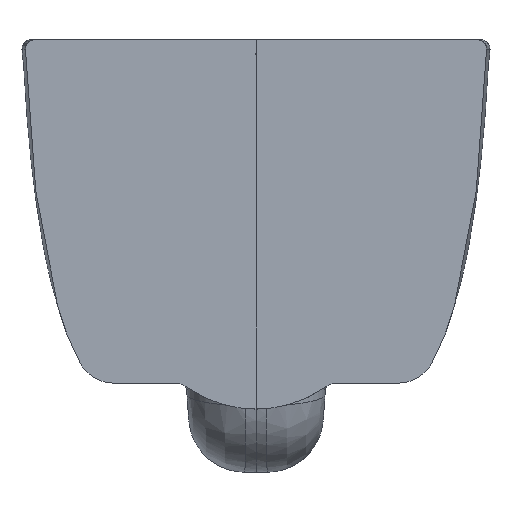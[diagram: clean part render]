
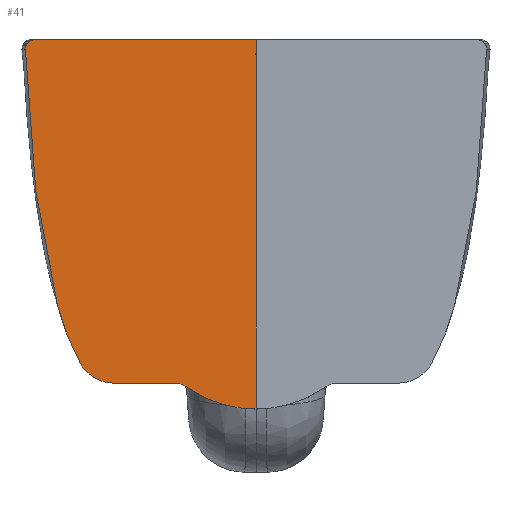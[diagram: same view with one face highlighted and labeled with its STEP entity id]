
A CAD part, left-side view. The second image highlights one B-rep face of the part: STEP entity #41.
In plain terms, the highlighted free-form (B-spline) face has degree [1, 1] with [2, 2] control points.
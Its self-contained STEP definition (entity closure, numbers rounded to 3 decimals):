
#41=ADVANCED_FACE('',(#234),#4231,.T.);
#234=FACE_OUTER_BOUND('',#428,.T.);
#428=EDGE_LOOP('',(#695,#696,#697,#698,#699,#700,#701,#702));
#695=ORIENTED_EDGE('',*,*,#1996,.T.);
#696=ORIENTED_EDGE('',*,*,#2020,.T.);
#697=ORIENTED_EDGE('',*,*,#2033,.T.);
#698=ORIENTED_EDGE('',*,*,#2087,.T.);
#699=ORIENTED_EDGE('',*,*,#2190,.T.);
#700=ORIENTED_EDGE('',*,*,#2084,.T.);
#701=ORIENTED_EDGE('',*,*,#2081,.T.);
#702=ORIENTED_EDGE('',*,*,#2035,.F.);
#1996=EDGE_CURVE('',#3800,#3802,#3300,.T.);
#2020=EDGE_CURVE('',#3802,#3818,#3322,.T.);
#2033=EDGE_CURVE('',#3818,#3827,#3335,.T.);
#2035=EDGE_CURVE('',#3800,#3828,#3337,.T.);
#2081=EDGE_CURVE('',#3865,#3828,#2904,.T.);
#2084=EDGE_CURVE('',#3866,#3865,#2906,.T.);
#2087=EDGE_CURVE('',#3827,#3868,#3371,.T.);
#2190=EDGE_CURVE('',#3868,#3866,#3445,.T.);
#2904=(
BOUNDED_CURVE()
B_SPLINE_CURVE(2,(#44501,#44502,#44503),.UNSPECIFIED.,.F.,.F.)
B_SPLINE_CURVE_WITH_KNOTS((3,3),(0.,56.961),.UNSPECIFIED.)
CURVE()
GEOMETRIC_REPRESENTATION_ITEM()
RATIONAL_B_SPLINE_CURVE((1.,0.952,1.))
REPRESENTATION_ITEM('')
);
#2906=(
BOUNDED_CURVE()
B_SPLINE_CURVE(2,(#44515,#44516,#44517),.UNSPECIFIED.,.F.,.F.)
B_SPLINE_CURVE_WITH_KNOTS((3,3),(-9.287,0.),.UNSPECIFIED.)
CURVE()
GEOMETRIC_REPRESENTATION_ITEM()
RATIONAL_B_SPLINE_CURVE((1.,0.952,1.))
REPRESENTATION_ITEM('')
);
#3300=B_SPLINE_CURVE_WITH_KNOTS('',3,(#43586,#43587,#43588,#43589),
 .UNSPECIFIED.,.F.,.F.,(4,4),(-517.573,-347.715),
 .UNSPECIFIED.);
#3322=B_SPLINE_CURVE_WITH_KNOTS('',3,(#43867,#43868,#43869,#43870,#43871,
#43872),.UNSPECIFIED.,.F.,.F.,(4,2,4),(-1.,-0.5,0.),.UNSPECIFIED.);
#3335=B_SPLINE_CURVE_WITH_KNOTS('',3,(#44093,#44094,#44095,#44096,#44097,
#44098,#44099,#44100,#44101,#44102,#44103,#44104,#44105,#44106),
 .UNSPECIFIED.,.F.,.F.,(4,2,2,2,2,2,4),(0.,0.25,0.375,0.5,0.75,0.875,1.),
 .UNSPECIFIED.);
#3337=B_SPLINE_CURVE_WITH_KNOTS('',1,(#44113,#44114),.UNSPECIFIED.,.F.,
 .F.,(2,2),(-182.715,100.617),.UNSPECIFIED.);
#3371=B_SPLINE_CURVE_WITH_KNOTS('',3,(#44528,#44529,#44530,#44531,#44532,
#44533,#44534,#44535,#44536,#44537),.UNSPECIFIED.,.F.,.F.,(4,2,2,2,4),(-1.,
-0.75,-0.5,-0.25,0.),.UNSPECIFIED.);
#3445=B_SPLINE_CURVE_WITH_KNOTS('',1,(#45580,#45581),.UNSPECIFIED.,.F.,
 .F.,(2,2),(-46.656,0.),.UNSPECIFIED.);
#3800=VERTEX_POINT('',#43262);
#3802=VERTEX_POINT('',#43264);
#3818=VERTEX_POINT('',#43280);
#3827=VERTEX_POINT('',#43289);
#3828=VERTEX_POINT('',#43290);
#3865=VERTEX_POINT('',#43327);
#3866=VERTEX_POINT('',#43328);
#3868=VERTEX_POINT('',#43330);
#4231=B_SPLINE_SURFACE_WITH_KNOTS('',1,1,((#9476,#9477),(#9478,#9479)),
 .UNSPECIFIED.,.F.,.F.,.F.,(2,2),(2,2),(-377.973,49.012),
(-212.248,130.15),.UNSPECIFIED.);
#9476=CARTESIAN_POINT('',(527.926,-213.493,42.23));
#9477=CARTESIAN_POINT('',(527.926,-213.493,-300.168));
#9478=CARTESIAN_POINT('',(527.926,213.493,42.23));
#9479=CARTESIAN_POINT('',(527.926,213.493,-300.168));
#43262=CARTESIAN_POINT('',(527.926,0.,12.697));
#43264=CARTESIAN_POINT('',(527.926,169.858,12.697));
#43280=CARTESIAN_POINT('',(527.926,176.856,5.496));
#43289=CARTESIAN_POINT('',(527.926,134.684,-235.854));
#43290=CARTESIAN_POINT('',(527.926,0.,-270.635));
#43327=CARTESIAN_POINT('',(527.926,53.391,-253.558));
#43328=CARTESIAN_POINT('',(527.926,62.096,-250.773));
#43330=CARTESIAN_POINT('',(527.926,108.752,-250.772));
#43586=CARTESIAN_POINT('',(527.926,0.,12.697));
#43587=CARTESIAN_POINT('',(527.926,56.619,12.697));
#43588=CARTESIAN_POINT('',(527.926,113.238,12.697));
#43589=CARTESIAN_POINT('',(527.926,169.858,12.697));
#43867=CARTESIAN_POINT('',(527.926,169.858,12.697));
#43868=CARTESIAN_POINT('',(527.926,171.741,12.697));
#43869=CARTESIAN_POINT('',(527.926,173.586,11.907));
#43870=CARTESIAN_POINT('',(527.926,176.175,9.241));
#43871=CARTESIAN_POINT('',(527.926,176.91,7.378));
#43872=CARTESIAN_POINT('',(527.926,176.856,5.496));
#44093=CARTESIAN_POINT('',(527.926,176.856,5.496));
#44094=CARTESIAN_POINT('',(527.926,176.265,-15.079));
#44095=CARTESIAN_POINT('',(527.926,175.399,-35.634));
#44096=CARTESIAN_POINT('',(527.926,172.968,-66.382));
#44097=CARTESIAN_POINT('',(527.926,171.974,-76.617));
#44098=CARTESIAN_POINT('',(527.926,169.76,-97.071));
#44099=CARTESIAN_POINT('',(527.926,168.558,-107.3));
#44100=CARTESIAN_POINT('',(527.926,164.376,-137.871));
#44101=CARTESIAN_POINT('',(527.926,160.698,-158.055));
#44102=CARTESIAN_POINT('',(527.926,153.228,-187.899));
#44103=CARTESIAN_POINT('',(527.926,150.375,-197.767));
#44104=CARTESIAN_POINT('',(527.926,143.715,-217.293));
#44105=CARTESIAN_POINT('',(527.926,139.891,-226.9));
#44106=CARTESIAN_POINT('',(527.926,134.684,-235.854));
#44113=CARTESIAN_POINT('',(527.926,0.,12.697));
#44114=CARTESIAN_POINT('',(527.926,0.,-270.635));
#44501=CARTESIAN_POINT('',(527.926,53.391,-253.558));
#44502=CARTESIAN_POINT('',(527.926,29.427,-270.635));
#44503=CARTESIAN_POINT('',(527.926,0.,-270.635));
#44515=CARTESIAN_POINT('',(527.926,62.096,-250.773));
#44516=CARTESIAN_POINT('',(527.926,57.298,-250.773));
#44517=CARTESIAN_POINT('',(527.926,53.391,-253.558));
#44528=CARTESIAN_POINT('',(527.926,134.684,-235.854));
#44529=CARTESIAN_POINT('',(527.926,133.359,-238.133));
#44530=CARTESIAN_POINT('',(527.926,131.77,-240.185));
#44531=CARTESIAN_POINT('',(527.926,128.087,-243.856));
#44532=CARTESIAN_POINT('',(527.926,125.971,-245.475));
#44533=CARTESIAN_POINT('',(527.926,121.464,-248.069));
#44534=CARTESIAN_POINT('',(527.926,119.012,-249.083));
#44535=CARTESIAN_POINT('',(527.926,113.967,-250.43));
#44536=CARTESIAN_POINT('',(527.926,111.389,-250.772));
#44537=CARTESIAN_POINT('',(527.926,108.752,-250.772));
#45580=CARTESIAN_POINT('',(527.926,108.752,-250.772));
#45581=CARTESIAN_POINT('',(527.926,62.096,-250.773));
